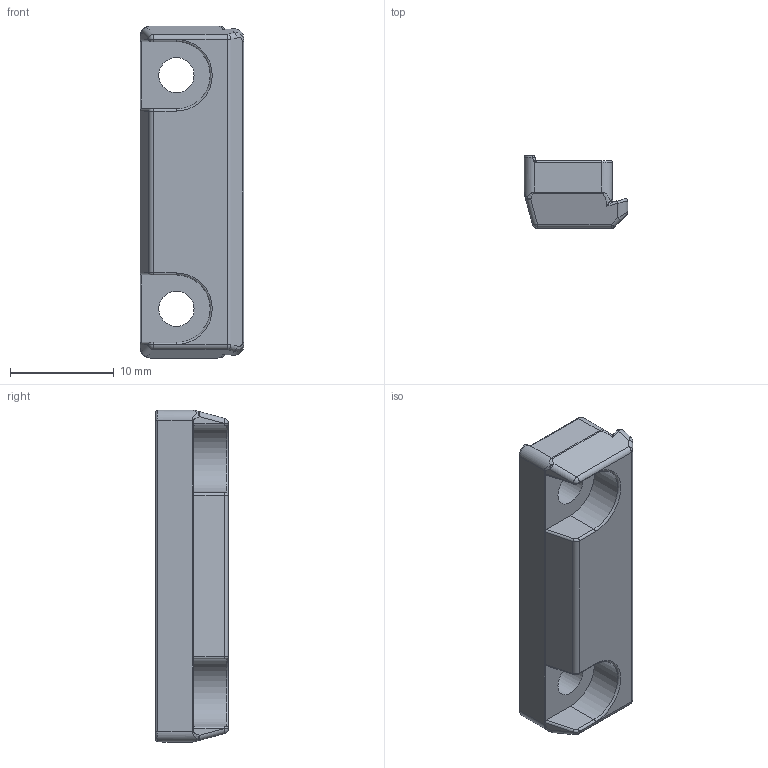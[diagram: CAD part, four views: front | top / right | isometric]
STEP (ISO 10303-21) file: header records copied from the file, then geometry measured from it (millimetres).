
FILE_DESCRIPTION(/* description */ (''),/* implementation_level */ '2;1');
FILE_NAME(/* name */ 'CAD_108218.stp',/* time_stamp */ '2021-01-19T10:00:19+01:00',/* author */ ('Hypex'),/* organization */ ('Hypex'),/* preprocessor_version */ 'ST-DEVELOPER v18',/* originating_system */ 'Autodesk Inventor 2020',/* authorisation */ '');
FILE_SCHEMA (('AUTOMOTIVE_DESIGN { 1 0 10303 214 3 1 1 }'));
Length unit declared in the file: millimetre
Products named in the file (1): CAD_108218
Bounding box: 10 x 7 x 32 mm (x, y, z)
Volume: 1495.9 mm3; surface area: 1208.1 mm2
Topology: 1 solids, 1 shells, 116 faces, 266 edges, 150 vertices
Faces by surface type: cylinder 46, bspline 26, plane 22, torus 14, sphere 8
Full cylindrical faces by diameter (mm): 3.4 x2
Entity records: 3933 total; most frequent: CARTESIAN_POINT 1278, DIRECTION 552, ORIENTED_EDGE 528, EDGE_CURVE 264, AXIS2_PLACEMENT_3D 229, VERTEX_POINT 150, EDGE_LOOP 120, FACE_OUTER_BOUND 116
